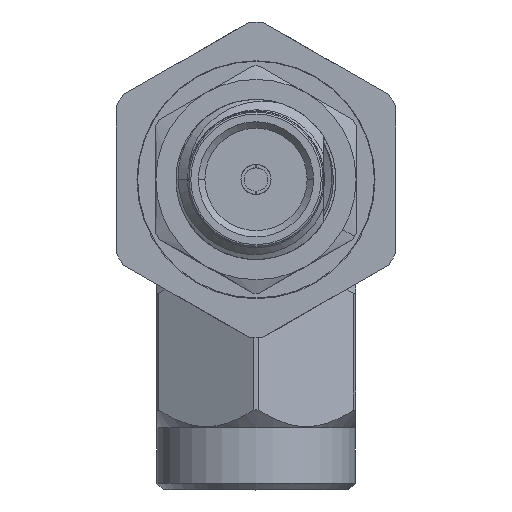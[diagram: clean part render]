
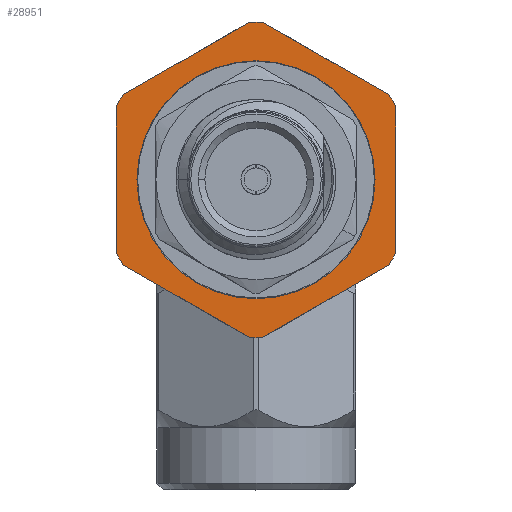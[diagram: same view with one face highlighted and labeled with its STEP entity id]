
A CAD part, top view. The second image highlights one B-rep face of the part: STEP entity #28951.
In plain terms, the highlighted planar face has unit normal (0, 0, 1).
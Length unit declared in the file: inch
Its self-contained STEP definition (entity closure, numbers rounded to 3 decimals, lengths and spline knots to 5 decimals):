
#498 = LINE ( 'NONE', #3081, #20873 ) ;
#704 = VERTEX_POINT ( 'NONE', #14833 ) ;
#924 = DIRECTION ( 'NONE',  ( 1., 0., 0. ) ) ;
#1502 = ORIENTED_EDGE ( 'NONE', *, *, #27185, .T. ) ;
#1585 = CIRCLE ( 'NONE', #20761, 0.186 ) ;
#2133 = ORIENTED_EDGE ( 'NONE', *, *, #14381, .T. ) ;
#2276 = CARTESIAN_POINT ( 'NONE',  ( 0., 0.25259, 0.003 ) ) ;
#2371 = CARTESIAN_POINT ( 'NONE',  ( 0.0107, 0.24642, 0.003 ) ) ;
#2656 = VERTEX_POINT ( 'NONE', #30527 ) ;
#3081 = CARTESIAN_POINT ( 'NONE',  ( 0.21875, 0.1263, 0.003 ) ) ;
#3347 = VERTEX_POINT ( 'NONE', #29434 ) ;
#3459 = ORIENTED_EDGE ( 'NONE', *, *, #24065, .T. ) ;
#3484 = EDGE_CURVE ( 'NONE', #9104, #5564, #1585, .T. ) ;
#3521 = CARTESIAN_POINT ( 'NONE',  ( 0., 0., 0.003 ) ) ;
#3563 = DIRECTION ( 'NONE',  ( 1., 0., 0. ) ) ;
#3576 = LINE ( 'NONE', #29138, #20799 ) ;
#3679 = DIRECTION ( 'NONE',  ( 0., 0., 1. ) ) ;
#3885 = CIRCLE ( 'NONE', #12117, 0.186 ) ;
#4480 = CIRCLE ( 'NONE', #14916, 0.24665 ) ;
#5043 = LINE ( 'NONE', #15535, #11956 ) ;
#5564 = VERTEX_POINT ( 'NONE', #28593 ) ;
#5859 = VERTEX_POINT ( 'NONE', #14416 ) ;
#6378 = CARTESIAN_POINT ( 'NONE',  ( -0.0107, -0.24642, 0.003 ) ) ;
#6507 = CARTESIAN_POINT ( 'NONE',  ( -0.186, 0., 0.003 ) ) ;
#6792 = EDGE_CURVE ( 'NONE', #5564, #9104, #3885, .T. ) ;
#6911 = CIRCLE ( 'NONE', #22821, 0.24665 ) ;
#7077 = EDGE_CURVE ( 'NONE', #2656, #8175, #19800, .T. ) ;
#7224 = CARTESIAN_POINT ( 'NONE',  ( 0.20805, -0.13247, 0.003 ) ) ;
#7236 = DIRECTION ( 'NONE',  ( 0., 0., 1. ) ) ;
#7348 = DIRECTION ( 'NONE',  ( 0., 0., 1. ) ) ;
#7461 = EDGE_CURVE ( 'NONE', #8467, #13737, #18360, .T. ) ;
#7785 = DIRECTION ( 'NONE',  ( 0., 0., 1. ) ) ;
#7925 = ORIENTED_EDGE ( 'NONE', *, *, #15858, .T. ) ;
#8175 = VERTEX_POINT ( 'NONE', #31228 ) ;
#8364 = CARTESIAN_POINT ( 'NONE',  ( 0., 0., 0.003 ) ) ;
#8467 = VERTEX_POINT ( 'NONE', #16506 ) ;
#8596 = DIRECTION ( 'NONE',  ( 0., 0., 1. ) ) ;
#9104 = VERTEX_POINT ( 'NONE', #6507 ) ;
#9386 = AXIS2_PLACEMENT_3D ( 'NONE', #3521, #3679, #924 ) ;
#9639 = CARTESIAN_POINT ( 'NONE',  ( 0., 0., 0.003 ) ) ;
#9810 = DIRECTION ( 'NONE',  ( 1., 0., 0. ) ) ;
#9829 = CARTESIAN_POINT ( 'NONE',  ( 0., 0., 0.003 ) ) ;
#10879 = CARTESIAN_POINT ( 'NONE',  ( -0.21875, -0.11394, 0.003 ) ) ;
#10975 = DIRECTION ( 'NONE',  ( -0.866, 0.5, 0. ) ) ;
#11956 = VECTOR ( 'NONE', #18788, 39.37008 ) ;
#12117 = AXIS2_PLACEMENT_3D ( 'NONE', #17119, #22078, #3563 ) ;
#12393 = CARTESIAN_POINT ( 'NONE',  ( 0., 0., 0.003 ) ) ;
#12771 = CARTESIAN_POINT ( 'NONE',  ( 0., 0., 0.003 ) ) ;
#13438 = DIRECTION ( 'NONE',  ( -0.866, -0.5, 0. ) ) ;
#13601 = ORIENTED_EDGE ( 'NONE', *, *, #31217, .T. ) ;
#13737 = VERTEX_POINT ( 'NONE', #6378 ) ;
#13941 = EDGE_CURVE ( 'NONE', #8175, #14996, #17727, .T. ) ;
#14200 = DIRECTION ( 'NONE',  ( 1., 0., 0. ) ) ;
#14381 = EDGE_CURVE ( 'NONE', #14996, #8467, #29491, .T. ) ;
#14401 = VERTEX_POINT ( 'NONE', #20740 ) ;
#14416 = CARTESIAN_POINT ( 'NONE',  ( 0.21875, -0.11394, 0.003 ) ) ;
#14565 = EDGE_LOOP ( 'NONE', ( #23418, #16696 ) ) ;
#14833 = CARTESIAN_POINT ( 'NONE',  ( 0.21875, 0.11394, 0.003 ) ) ;
#14887 = AXIS2_PLACEMENT_3D ( 'NONE', #12393, #22346, #22855 ) ;
#14916 = AXIS2_PLACEMENT_3D ( 'NONE', #21803, #8596, #19079 ) ;
#14996 = VERTEX_POINT ( 'NONE', #10879 ) ;
#15139 = FACE_OUTER_BOUND ( 'NONE', #15510, .T. ) ;
#15510 = EDGE_LOOP ( 'NONE', ( #17476, #1502, #30804, #30840, #27764, #2133, #16197, #13601, #3459, #28531, #7925, #32584 ) ) ;
#15535 = CARTESIAN_POINT ( 'NONE',  ( 0., -0.25259, 0.003 ) ) ;
#15858 = EDGE_CURVE ( 'NONE', #5859, #704, #3576, .T. ) ;
#16197 = ORIENTED_EDGE ( 'NONE', *, *, #7461, .T. ) ;
#16506 = CARTESIAN_POINT ( 'NONE',  ( -0.20805, -0.13247, 0.003 ) ) ;
#16696 = ORIENTED_EDGE ( 'NONE', *, *, #3484, .F. ) ;
#16781 = DIRECTION ( 'NONE',  ( 0., 0., 1. ) ) ;
#17119 = CARTESIAN_POINT ( 'NONE',  ( 0., 0., 0.003 ) ) ;
#17476 = ORIENTED_EDGE ( 'NONE', *, *, #18127, .T. ) ;
#17675 = DIRECTION ( 'NONE',  ( 0.866, -0.5, 0. ) ) ;
#17727 = LINE ( 'NONE', #20607, #26261 ) ;
#17835 = CARTESIAN_POINT ( 'NONE',  ( 0.0107, -0.24642, 0.003 ) ) ;
#18127 = EDGE_CURVE ( 'NONE', #3347, #26804, #498, .T. ) ;
#18360 = LINE ( 'NONE', #23131, #32929 ) ;
#18690 = EDGE_CURVE ( 'NONE', #24951, #5859, #32920, .T. ) ;
#18788 = DIRECTION ( 'NONE',  ( 0.866, 0.5, 0. ) ) ;
#19079 = DIRECTION ( 'NONE',  ( 1., 0., 0. ) ) ;
#19118 = AXIS2_PLACEMENT_3D ( 'NONE', #25369, #7348, #25701 ) ;
#19429 = EDGE_CURVE ( 'NONE', #704, #3347, #4480, .T. ) ;
#19691 = VERTEX_POINT ( 'NONE', #17835 ) ;
#19800 = CIRCLE ( 'NONE', #9386, 0.24665 ) ;
#20102 = DIRECTION ( 'NONE',  ( 0., 0., 1. ) ) ;
#20118 = DIRECTION ( 'NONE',  ( 1., 0., 0. ) ) ;
#20489 = DIRECTION ( 'NONE',  ( 1., 0., 0. ) ) ;
#20607 = CARTESIAN_POINT ( 'NONE',  ( -0.21875, 0.1263, 0.003 ) ) ;
#20740 = CARTESIAN_POINT ( 'NONE',  ( -0.0107, 0.24642, 0.003 ) ) ;
#20761 = AXIS2_PLACEMENT_3D ( 'NONE', #8364, #16781, #14200 ) ;
#20799 = VECTOR ( 'NONE', #31703, 39.37008 ) ;
#20873 = VECTOR ( 'NONE', #10975, 39.37008 ) ;
#21803 = CARTESIAN_POINT ( 'NONE',  ( 0., 0., 0.003 ) ) ;
#22078 = DIRECTION ( 'NONE',  ( 0., 0., 1. ) ) ;
#22346 = DIRECTION ( 'NONE',  ( 0., 0., 1. ) ) ;
#22821 = AXIS2_PLACEMENT_3D ( 'NONE', #12771, #7785, #20489 ) ;
#22855 = DIRECTION ( 'NONE',  ( 1., 0., 0. ) ) ;
#22865 = CIRCLE ( 'NONE', #29415, 0.24665 ) ;
#23013 = FACE_BOUND ( 'NONE', #14565, .T. ) ;
#23131 = CARTESIAN_POINT ( 'NONE',  ( -0.21875, -0.1263, 0.003 ) ) ;
#23418 = ORIENTED_EDGE ( 'NONE', *, *, #6792, .F. ) ;
#23526 = DIRECTION ( 'NONE',  ( 0., -1., 0. ) ) ;
#24065 = EDGE_CURVE ( 'NONE', #19691, #24951, #5043, .T. ) ;
#24453 = AXIS2_PLACEMENT_3D ( 'NONE', #9639, #20102, #9810 ) ;
#24951 = VERTEX_POINT ( 'NONE', #7224 ) ;
#25369 = CARTESIAN_POINT ( 'NONE',  ( 0., 0., 0.003 ) ) ;
#25701 = DIRECTION ( 'NONE',  ( 1., 0., 0. ) ) ;
#26261 = VECTOR ( 'NONE', #23526, 39.37008 ) ;
#26804 = VERTEX_POINT ( 'NONE', #2371 ) ;
#27185 = EDGE_CURVE ( 'NONE', #26804, #14401, #6911, .T. ) ;
#27246 = VECTOR ( 'NONE', #13438, 39.37008 ) ;
#27764 = ORIENTED_EDGE ( 'NONE', *, *, #13941, .T. ) ;
#28531 = ORIENTED_EDGE ( 'NONE', *, *, #18690, .T. ) ;
#28593 = CARTESIAN_POINT ( 'NONE',  ( 0.186, 0., 0.003 ) ) ;
#28682 = LINE ( 'NONE', #2276, #27246 ) ;
#28951 = ADVANCED_FACE ( 'NONE', ( #23013, #15139 ), #33456, .T. ) ;
#29138 = CARTESIAN_POINT ( 'NONE',  ( 0.21875, -0.1263, 0.003 ) ) ;
#29415 = AXIS2_PLACEMENT_3D ( 'NONE', #9829, #7236, #20118 ) ;
#29434 = CARTESIAN_POINT ( 'NONE',  ( 0.20805, 0.13247, 0.003 ) ) ;
#29491 = CIRCLE ( 'NONE', #19118, 0.24665 ) ;
#30527 = CARTESIAN_POINT ( 'NONE',  ( -0.20805, 0.13247, 0.003 ) ) ;
#30804 = ORIENTED_EDGE ( 'NONE', *, *, #31563, .T. ) ;
#30840 = ORIENTED_EDGE ( 'NONE', *, *, #7077, .T. ) ;
#31217 = EDGE_CURVE ( 'NONE', #13737, #19691, #22865, .T. ) ;
#31228 = CARTESIAN_POINT ( 'NONE',  ( -0.21875, 0.11394, 0.003 ) ) ;
#31563 = EDGE_CURVE ( 'NONE', #14401, #2656, #28682, .T. ) ;
#31703 = DIRECTION ( 'NONE',  ( 0., 1., 0. ) ) ;
#32584 = ORIENTED_EDGE ( 'NONE', *, *, #19429, .T. ) ;
#32920 = CIRCLE ( 'NONE', #14887, 0.24665 ) ;
#32929 = VECTOR ( 'NONE', #17675, 39.37008 ) ;
#33456 = PLANE ( 'NONE',  #24453 ) ;
